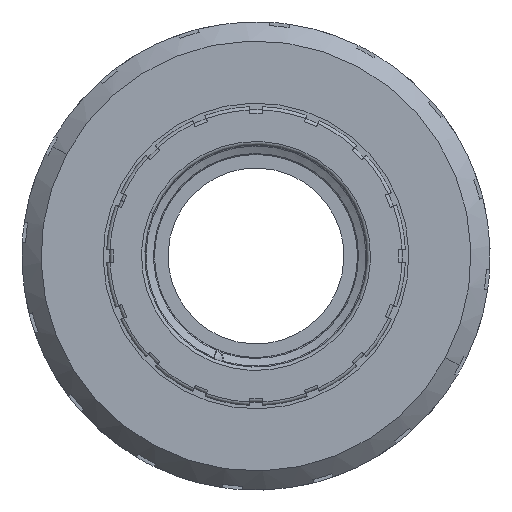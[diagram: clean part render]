
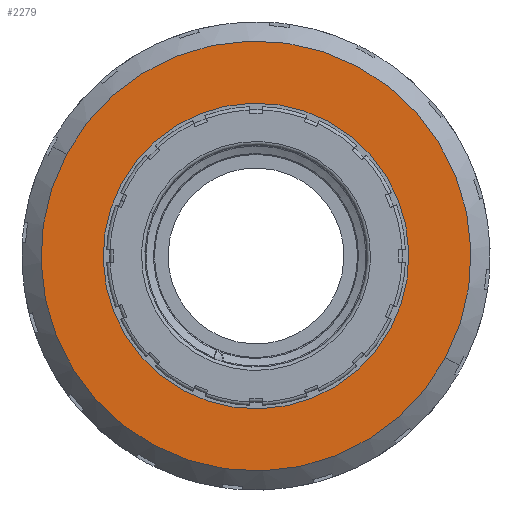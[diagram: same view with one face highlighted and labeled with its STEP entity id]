
A CAD part, left-side view. The second image highlights one B-rep face of the part: STEP entity #2279.
In plain terms, the highlighted planar face has unit normal (-1, 0, 0).
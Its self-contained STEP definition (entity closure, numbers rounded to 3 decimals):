
#1631 = ORIENTED_EDGE ( 'NONE', *, *, #2034, .T. ) ;
#1632 = ORIENTED_EDGE ( 'NONE', *, *, #1860, .T. ) ;
#1633 = ORIENTED_EDGE ( 'NONE', *, *, #1941, .F. ) ;
#1634 = ORIENTED_EDGE ( 'NONE', *, *, #1969, .F. ) ;
#1860 = EDGE_CURVE ( 'NONE', #5475, #5477, #6333, .T. ) ;
#1941 = EDGE_CURVE ( 'NONE', #5513, #5511, #6402, .T. ) ;
#1969 = EDGE_CURVE ( 'NONE', #5511, #5513, #6430, .T. ) ;
#2034 = EDGE_CURVE ( 'NONE', #5477, #5475, #6504, .T. ) ;
#2279 = ADVANCED_FACE ( 'NONE', ( #9604, #9605 ), #9606, .T. ) ;
#5475 = VERTEX_POINT ( 'NONE', #11202 ) ;
#5477 = VERTEX_POINT ( 'NONE', #11205 ) ;
#5511 = VERTEX_POINT ( 'NONE', #11261 ) ;
#5513 = VERTEX_POINT ( 'NONE', #11263 ) ;
#6333 = CIRCLE ( 'NONE', #6334, 22.85 ) ;
#6334 = AXIS2_PLACEMENT_3D ( 'NONE', #7082, #7084, #7086 ) ;
#6402 = CIRCLE ( 'NONE', #6410, 32.15 ) ;
#6410 = AXIS2_PLACEMENT_3D ( 'NONE', #7822, #7823, #7824 ) ;
#6430 = CIRCLE ( 'NONE', #6432, 32.15 ) ;
#6432 = AXIS2_PLACEMENT_3D ( 'NONE', #7932, #7933, #7934 ) ;
#6503 = AXIS2_PLACEMENT_3D ( 'NONE', #8228, #8229, #8230 ) ;
#6504 = CIRCLE ( 'NONE', #6503, 22.85 ) ;
#6697 = AXIS2_PLACEMENT_3D ( 'NONE', #9592, #9608, #9609 ) ;
#7082 = CARTESIAN_POINT ( 'NONE',  ( 0., 0., 0. ) ) ;
#7084 = DIRECTION ( 'NONE',  ( 1., 0., 0. ) ) ;
#7086 = DIRECTION ( 'NONE',  ( 0., 0., -1. ) ) ;
#7822 = CARTESIAN_POINT ( 'NONE',  ( 0., 0., 0. ) ) ;
#7823 = DIRECTION ( 'NONE',  ( 1., 0., 0. ) ) ;
#7824 = DIRECTION ( 'NONE',  ( 0., 0., -1. ) ) ;
#7932 = CARTESIAN_POINT ( 'NONE',  ( 0., 0., 0. ) ) ;
#7933 = DIRECTION ( 'NONE',  ( 1., 0., 0. ) ) ;
#7934 = DIRECTION ( 'NONE',  ( 0., 0., -1. ) ) ;
#8228 = CARTESIAN_POINT ( 'NONE',  ( 0., 0., 0. ) ) ;
#8229 = DIRECTION ( 'NONE',  ( 1., 0., 0. ) ) ;
#8230 = DIRECTION ( 'NONE',  ( 0., 0., -1. ) ) ;
#9592 = CARTESIAN_POINT ( 'NONE',  ( 0., 22.85, 0. ) ) ;
#9604 = FACE_BOUND ( 'NONE', #22693, .T. ) ;
#9605 = FACE_OUTER_BOUND ( 'NONE', #22673, .T. ) ;
#9606 = PLANE ( 'NONE',  #6697 ) ;
#9608 = DIRECTION ( 'NONE',  ( -1., 0., 0. ) ) ;
#9609 = DIRECTION ( 'NONE',  ( 0., 0., 1. ) ) ;
#11202 = CARTESIAN_POINT ( 'NONE',  ( 0., 0., 22.85 ) ) ;
#11205 = CARTESIAN_POINT ( 'NONE',  ( 0., 0., -22.85 ) ) ;
#11261 = CARTESIAN_POINT ( 'NONE',  ( 0., 0., 32.15 ) ) ;
#11263 = CARTESIAN_POINT ( 'NONE',  ( 0., 0., -32.15 ) ) ;
#22673 = EDGE_LOOP ( 'NONE', ( #1633, #1634 ) ) ;
#22693 = EDGE_LOOP ( 'NONE', ( #1631, #1632 ) ) ;
